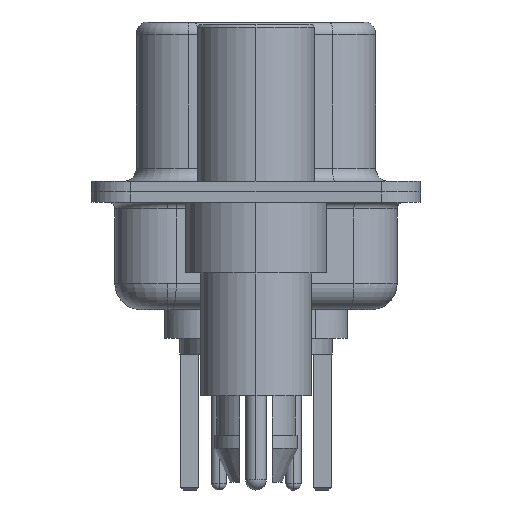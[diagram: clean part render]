
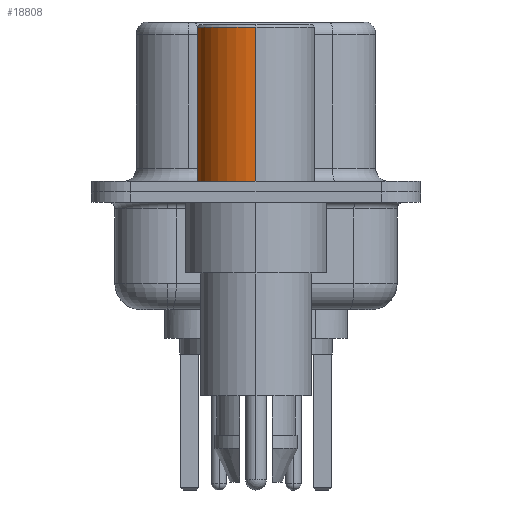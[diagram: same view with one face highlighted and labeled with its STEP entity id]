
A CAD part, left-side view. The second image highlights one B-rep face of the part: STEP entity #18808.
In plain terms, the highlighted cylindrical face has radius 2.25 mm (diameter 4.5 mm), a partial arc.
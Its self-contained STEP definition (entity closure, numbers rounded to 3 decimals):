
#773 = CARTESIAN_POINT ( 'NONE',  ( 0., 0., 0.4 ) ) ;
#907 = AXIS2_PLACEMENT_3D ( 'NONE', #11685, #23891, #23510 ) ;
#1152 = LINE ( 'NONE', #10573, #15495 ) ;
#2238 = DIRECTION ( 'NONE',  ( 1., 0., 0. ) ) ;
#2243 = DIRECTION ( 'NONE',  ( 0., 0., 1. ) ) ;
#3310 = EDGE_CURVE ( 'NONE', #17699, #10296, #1152, .T. ) ;
#3588 = EDGE_CURVE ( 'NONE', #14599, #17699, #6437, .T. ) ;
#4372 = ORIENTED_EDGE ( 'NONE', *, *, #3310, .T. ) ;
#4502 = CARTESIAN_POINT ( 'NONE',  ( 2.25, 0., 0.581 ) ) ;
#5078 = DIRECTION ( 'NONE',  ( 1., 0., 0. ) ) ;
#5124 = DIRECTION ( 'NONE',  ( 0., 0., 1. ) ) ;
#5714 = EDGE_CURVE ( 'NONE', #20704, #10296, #11867, .T. ) ;
#6437 = CIRCLE ( 'NONE', #19045, 2.25 ) ;
#6637 = EDGE_LOOP ( 'NONE', ( #20450, #4372, #23262, #12431 ) ) ;
#8954 = EDGE_CURVE ( 'NONE', #14599, #20704, #15860, .T. ) ;
#9706 = FACE_OUTER_BOUND ( 'NONE', #6637, .T. ) ;
#10010 = CARTESIAN_POINT ( 'NONE',  ( -2.25, 0., 0.4 ) ) ;
#10296 = VERTEX_POINT ( 'NONE', #18424 ) ;
#10379 = CARTESIAN_POINT ( 'NONE',  ( 2.25, 0., 0.4 ) ) ;
#10573 = CARTESIAN_POINT ( 'NONE',  ( -2.25, 0., 0.581 ) ) ;
#10803 = AXIS2_PLACEMENT_3D ( 'NONE', #19027, #15305, #2238 ) ;
#10886 = VECTOR ( 'NONE', #11989, 1000. ) ;
#11685 = CARTESIAN_POINT ( 'NONE',  ( 0., 0., 6.3 ) ) ;
#11867 = CIRCLE ( 'NONE', #907, 2.25 ) ;
#11989 = DIRECTION ( 'NONE',  ( 0., 0., 1. ) ) ;
#12431 = ORIENTED_EDGE ( 'NONE', *, *, #8954, .F. ) ;
#14045 = CARTESIAN_POINT ( 'NONE',  ( 2.25, 0., 6.3 ) ) ;
#14599 = VERTEX_POINT ( 'NONE', #10379 ) ;
#15305 = DIRECTION ( 'NONE',  ( 0., 0., 1. ) ) ;
#15495 = VECTOR ( 'NONE', #2243, 1000. ) ;
#15860 = LINE ( 'NONE', #4502, #10886 ) ;
#17699 = VERTEX_POINT ( 'NONE', #10010 ) ;
#18424 = CARTESIAN_POINT ( 'NONE',  ( -2.25, 0., 6.3 ) ) ;
#18808 = ADVANCED_FACE ( 'NONE', ( #9706 ), #24177, .T. ) ;
#19027 = CARTESIAN_POINT ( 'NONE',  ( 0., 0., 0.581 ) ) ;
#19045 = AXIS2_PLACEMENT_3D ( 'NONE', #773, #5124, #5078 ) ;
#20450 = ORIENTED_EDGE ( 'NONE', *, *, #3588, .T. ) ;
#20704 = VERTEX_POINT ( 'NONE', #14045 ) ;
#23262 = ORIENTED_EDGE ( 'NONE', *, *, #5714, .F. ) ;
#23510 = DIRECTION ( 'NONE',  ( 1., 0., 0. ) ) ;
#23891 = DIRECTION ( 'NONE',  ( 0., 0., 1. ) ) ;
#24177 = CYLINDRICAL_SURFACE ( 'NONE', #10803, 2.25 ) ;
